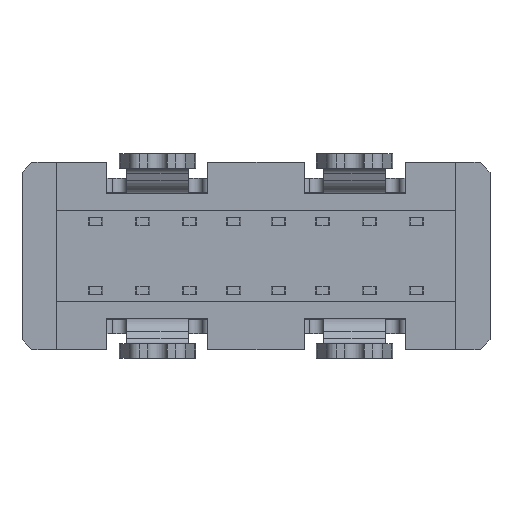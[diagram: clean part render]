
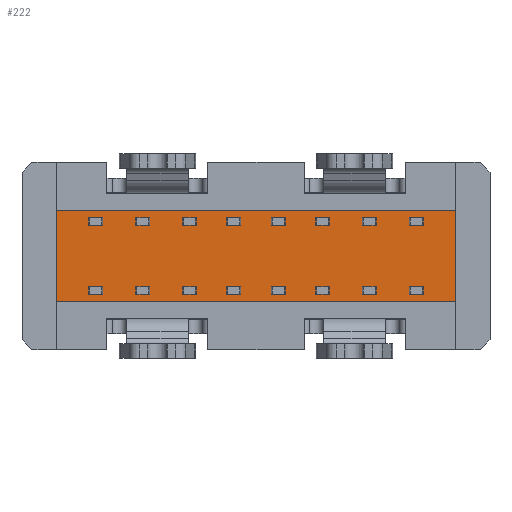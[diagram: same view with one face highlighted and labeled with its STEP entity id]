
A CAD part, front view. The second image highlights one B-rep face of the part: STEP entity #222.
In plain terms, the highlighted planar face has unit normal (0, -1, 0).
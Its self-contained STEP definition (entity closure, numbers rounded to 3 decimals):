
#222 = ADVANCED_FACE ( 'NONE', ( #14885 ), #7687, .F. ) ;
#393 = CARTESIAN_POINT ( 'NONE',  ( -4.05, 0.25, -0.92 ) ) ;
#431 = ORIENTED_EDGE ( 'NONE', *, *, #11533, .T. ) ;
#490 = ORIENTED_EDGE ( 'NONE', *, *, #15514, .F. ) ;
#766 = DIRECTION ( 'NONE',  ( 1., 0., 0. ) ) ;
#996 = CARTESIAN_POINT ( 'NONE',  ( -4.05, 0.25, 0.92 ) ) ;
#1630 = DIRECTION ( 'NONE',  ( 0., 1., 0. ) ) ;
#2276 = CARTESIAN_POINT ( 'NONE',  ( -4.05, 0.25, 0.92 ) ) ;
#2951 = VECTOR ( 'NONE', #766, 1000. ) ;
#3495 = LINE ( 'NONE', #393, #17149 ) ;
#3523 = CARTESIAN_POINT ( 'NONE',  ( 4.05, 0.25, 0.92 ) ) ;
#4225 = AXIS2_PLACEMENT_3D ( 'NONE', #17416, #1630, #7479 ) ;
#4545 = DIRECTION ( 'NONE',  ( 0., 0., 1. ) ) ;
#5343 = VERTEX_POINT ( 'NONE', #11946 ) ;
#7042 = EDGE_CURVE ( 'NONE', #14982, #15951, #16767, .T. ) ;
#7091 = LINE ( 'NONE', #8773, #12023 ) ;
#7127 = ORIENTED_EDGE ( 'NONE', *, *, #7042, .F. ) ;
#7479 = DIRECTION ( 'NONE',  ( 0., 0., 1. ) ) ;
#7687 = PLANE ( 'NONE',  #4225 ) ;
#7850 = ORIENTED_EDGE ( 'NONE', *, *, #15179, .T. ) ;
#8105 = VECTOR ( 'NONE', #13302, 1000. ) ;
#8773 = CARTESIAN_POINT ( 'NONE',  ( -4.05, 0.25, 0.92 ) ) ;
#10592 = DIRECTION ( 'NONE',  ( 1., 0., 0. ) ) ;
#11533 = EDGE_CURVE ( 'NONE', #15779, #5343, #3495, .T. ) ;
#11946 = CARTESIAN_POINT ( 'NONE',  ( 4.05, 0.25, -0.92 ) ) ;
#12023 = VECTOR ( 'NONE', #4545, 1000. ) ;
#13302 = DIRECTION ( 'NONE',  ( 0., 0., 1. ) ) ;
#14885 = FACE_OUTER_BOUND ( 'NONE', #16603, .T. ) ;
#14982 = VERTEX_POINT ( 'NONE', #996 ) ;
#15179 = EDGE_CURVE ( 'NONE', #5343, #15951, #17903, .T. ) ;
#15514 = EDGE_CURVE ( 'NONE', #15779, #14982, #7091, .T. ) ;
#15779 = VERTEX_POINT ( 'NONE', #15854 ) ;
#15854 = CARTESIAN_POINT ( 'NONE',  ( -4.05, 0.25, -0.92 ) ) ;
#15951 = VERTEX_POINT ( 'NONE', #16203 ) ;
#16203 = CARTESIAN_POINT ( 'NONE',  ( 4.05, 0.25, 0.92 ) ) ;
#16603 = EDGE_LOOP ( 'NONE', ( #7850, #7127, #490, #431 ) ) ;
#16767 = LINE ( 'NONE', #2276, #2951 ) ;
#17149 = VECTOR ( 'NONE', #10592, 1000. ) ;
#17416 = CARTESIAN_POINT ( 'NONE',  ( -4.05, 0.25, 0.92 ) ) ;
#17903 = LINE ( 'NONE', #3523, #8105 ) ;
